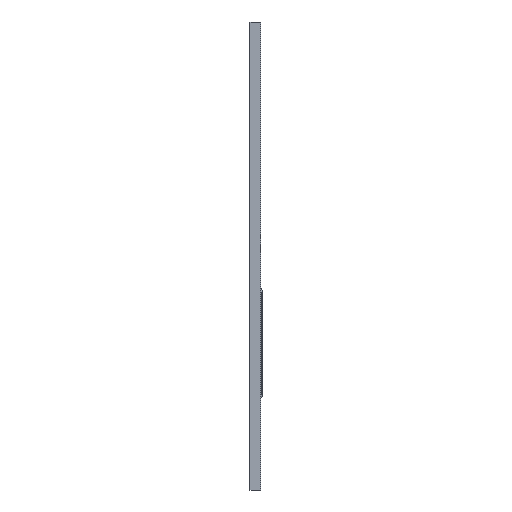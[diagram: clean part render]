
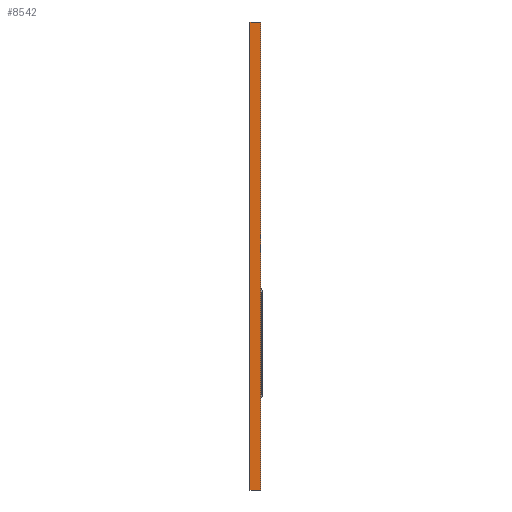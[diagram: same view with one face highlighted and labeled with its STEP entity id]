
A CAD part, left-side view. The second image highlights one B-rep face of the part: STEP entity #8542.
In plain terms, the highlighted planar face has unit normal (-1, 0, 0).
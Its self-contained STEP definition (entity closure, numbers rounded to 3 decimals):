
#1366=FACE_OUTER_BOUND('',#2236,.T.);
#2236=EDGE_LOOP('',(#5859,#5860,#5861,#5862));
#3107=LINE('',#14457,#3605);
#3115=LINE('',#14472,#3613);
#3116=LINE('',#14474,#3614);
#3117=LINE('',#14475,#3615);
#3605=VECTOR('',#11106,10.);
#3613=VECTOR('',#11118,10.);
#3614=VECTOR('',#11121,10.);
#3615=VECTOR('',#11122,10.);
#4103=VERTEX_POINT('',#14454);
#4104=VERTEX_POINT('',#14456);
#4108=VERTEX_POINT('',#14468);
#4109=VERTEX_POINT('',#14470);
#4795=EDGE_CURVE('',#4103,#4104,#3107,.T.);
#4803=EDGE_CURVE('',#4108,#4109,#3115,.T.);
#4804=EDGE_CURVE('',#4103,#4108,#3116,.T.);
#4805=EDGE_CURVE('',#4104,#4109,#3117,.T.);
#5859=ORIENTED_EDGE('',*,*,#4804,.T.);
#5860=ORIENTED_EDGE('',*,*,#4803,.T.);
#5861=ORIENTED_EDGE('',*,*,#4805,.F.);
#5862=ORIENTED_EDGE('',*,*,#4795,.F.);
#7956=PLANE('',#9679);
#8542=ADVANCED_FACE('',(#1366),#7956,.T.);
#9679=AXIS2_PLACEMENT_3D('',#14473,#11119,#11120);
#11106=DIRECTION('',(0.,0.,1.));
#11118=DIRECTION('',(0.,0.,1.));
#11119=DIRECTION('center_axis',(-1.,0.,0.));
#11120=DIRECTION('ref_axis',(0.,-1.,0.));
#11121=DIRECTION('',(0.,-1.,0.));
#11122=DIRECTION('',(0.,-1.,0.));
#14454=CARTESIAN_POINT('',(-1113.5,-1287.5,94.));
#14456=CARTESIAN_POINT('',(-1113.5,-1287.5,1400.));
#14457=CARTESIAN_POINT('',(-1113.5,-1287.5,94.));
#14468=CARTESIAN_POINT('',(-1113.5,-1317.5,94.));
#14470=CARTESIAN_POINT('',(-1113.5,-1317.5,1400.));
#14472=CARTESIAN_POINT('',(-1113.5,-1317.5,94.));
#14473=CARTESIAN_POINT('Origin',(-1113.5,-1287.5,94.));
#14474=CARTESIAN_POINT('',(-1113.5,-1287.5,94.));
#14475=CARTESIAN_POINT('',(-1113.5,-1287.5,1400.));
